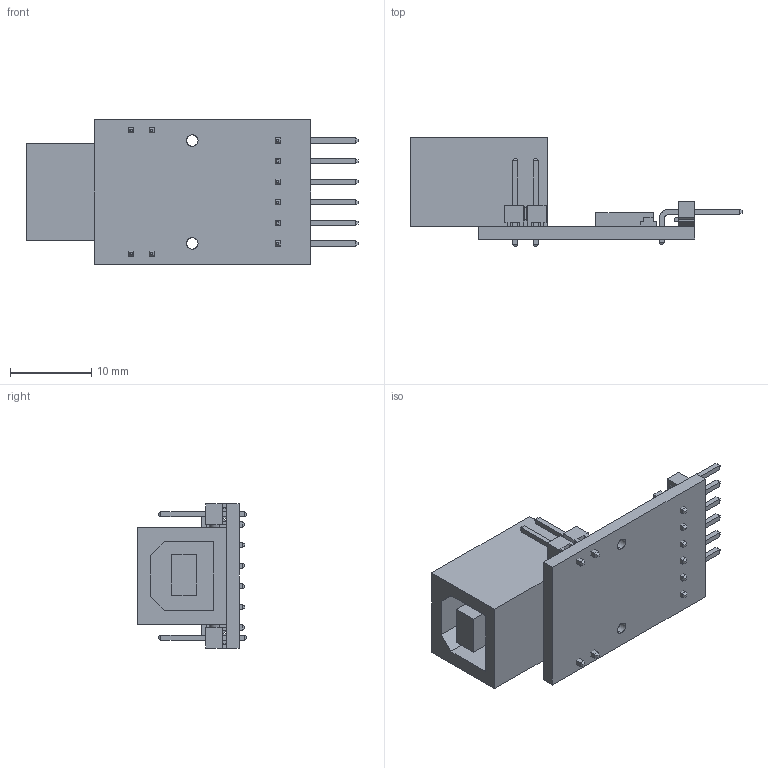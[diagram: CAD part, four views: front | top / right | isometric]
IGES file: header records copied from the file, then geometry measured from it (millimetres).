
Start section: SolidWorks IGES file using analytic representation for surfaces
Global section: file name: R348-USB-ISS.IGS; native system: SolidWorks 2010; preprocessor: SolidWorks 2010; author: acroname; date: 110224.180924; units: inch
Bounding box: 40.97 x 13.54 x 17.78 mm (x, y, z)
Surface area: 3399.1 mm2 (no closed solid volume)
Topology: 0 solids, 0 shells, 656 faces, 3572 edges, 3572 vertices
Faces by surface type: bspline 620, revolution 36
